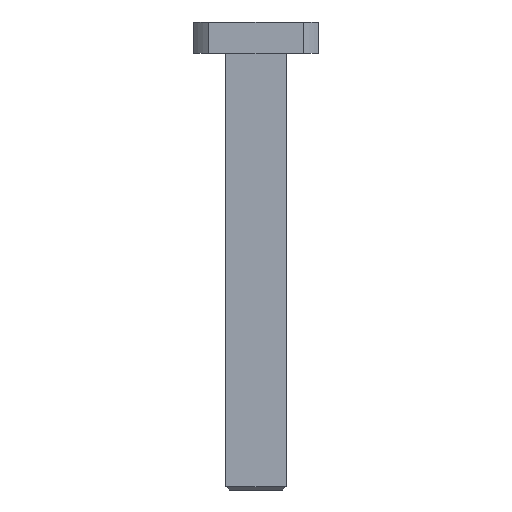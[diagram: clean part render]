
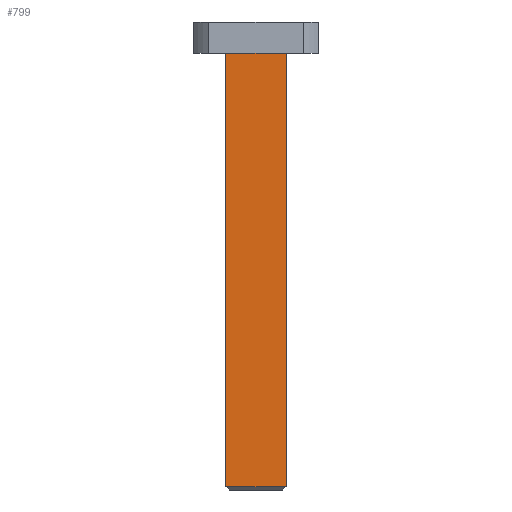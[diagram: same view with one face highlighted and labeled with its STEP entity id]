
A CAD part, front view. The second image highlights one B-rep face of the part: STEP entity #799.
In plain terms, the highlighted planar face has unit normal (0, -1, 0).
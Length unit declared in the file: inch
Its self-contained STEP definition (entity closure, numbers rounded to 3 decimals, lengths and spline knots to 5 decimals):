
#11 = DIRECTION ( 'NONE',  ( 0., 0., 1. ) ) ;
#44 = ORIENTED_EDGE ( 'NONE', *, *, #727, .F. ) ;
#133 = CARTESIAN_POINT ( 'NONE',  ( -0.18, -0.11, -2.8 ) ) ;
#222 = CARTESIAN_POINT ( 'NONE',  ( 0.18, -0.11, -0.187 ) ) ;
#288 = FACE_OUTER_BOUND ( 'NONE', #1564, .T. ) ;
#294 = DIRECTION ( 'NONE',  ( 0., 0., 1. ) ) ;
#398 = EDGE_CURVE ( 'NONE', #500, #1416, #1382, .T. ) ;
#460 = AXIS2_PLACEMENT_3D ( 'NONE', #798, #642, #921 ) ;
#477 = DIRECTION ( 'NONE',  ( -1., 0., 0. ) ) ;
#478 = LINE ( 'NONE', #1502, #569 ) ;
#500 = VERTEX_POINT ( 'NONE', #814 ) ;
#523 = CARTESIAN_POINT ( 'NONE',  ( 0.18, -0.11, -2.8 ) ) ;
#569 = VECTOR ( 'NONE', #1467, 39.37008 ) ;
#587 = VECTOR ( 'NONE', #11, 39.37008 ) ;
#608 = ORIENTED_EDGE ( 'NONE', *, *, #1603, .T. ) ;
#642 = DIRECTION ( 'NONE',  ( 0., -1., 0. ) ) ;
#727 = EDGE_CURVE ( 'NONE', #800, #1008, #1549, .T. ) ;
#770 = PLANE ( 'NONE',  #460 ) ;
#798 = CARTESIAN_POINT ( 'NONE',  ( -0.18, -0.11, -2.8 ) ) ;
#799 = ADVANCED_FACE ( 'NONE', ( #288 ), #770, .T. ) ;
#800 = VERTEX_POINT ( 'NONE', #1419 ) ;
#814 = CARTESIAN_POINT ( 'NONE',  ( 0.18, -0.11, -2.78 ) ) ;
#871 = CARTESIAN_POINT ( 'NONE',  ( -0.18, -0.11, -0.187 ) ) ;
#921 = DIRECTION ( 'NONE',  ( 0., 0., -1. ) ) ;
#1008 = VERTEX_POINT ( 'NONE', #871 ) ;
#1082 = EDGE_CURVE ( 'NONE', #1416, #1008, #1491, .T. ) ;
#1255 = VECTOR ( 'NONE', #294, 39.37008 ) ;
#1361 = CARTESIAN_POINT ( 'NONE',  ( 0., -0.11, -0.187 ) ) ;
#1382 = LINE ( 'NONE', #523, #1255 ) ;
#1416 = VERTEX_POINT ( 'NONE', #222 ) ;
#1419 = CARTESIAN_POINT ( 'NONE',  ( -0.18, -0.11, -2.78 ) ) ;
#1467 = DIRECTION ( 'NONE',  ( 1., 0., 0. ) ) ;
#1491 = LINE ( 'NONE', #1361, #1614 ) ;
#1502 = CARTESIAN_POINT ( 'NONE',  ( -0.18, -0.11, -2.78 ) ) ;
#1546 = ORIENTED_EDGE ( 'NONE', *, *, #398, .T. ) ;
#1549 = LINE ( 'NONE', #133, #587 ) ;
#1564 = EDGE_LOOP ( 'NONE', ( #1546, #1599, #44, #608 ) ) ;
#1599 = ORIENTED_EDGE ( 'NONE', *, *, #1082, .T. ) ;
#1603 = EDGE_CURVE ( 'NONE', #800, #500, #478, .T. ) ;
#1614 = VECTOR ( 'NONE', #477, 39.37008 ) ;
